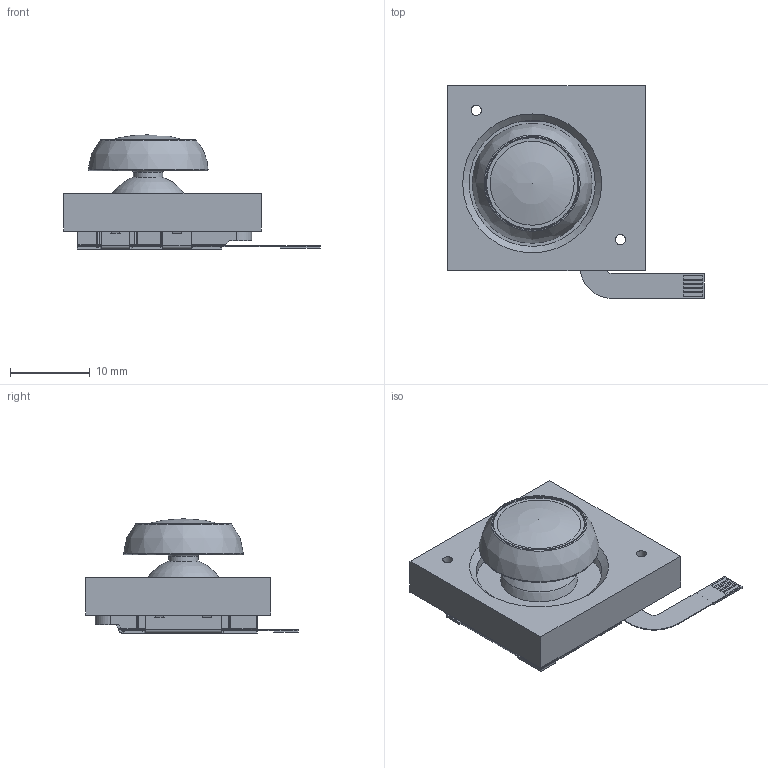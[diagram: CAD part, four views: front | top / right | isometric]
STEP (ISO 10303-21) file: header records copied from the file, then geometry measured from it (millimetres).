
FILE_DESCRIPTION(('FreeCAD Model'),'2;1');
FILE_NAME('Open CASCADE Shape Model','2025-07-19T22:48:22',('Author'),( ''),'Open CASCADE STEP processor 7.8','FreeCAD','Unknown');
FILE_SCHEMA(('AUTOMOTIVE_DESIGN { 1 0 10303 214 1 1 1 1 }'));
Length unit declared in the file: millimetre
Products named in the file (7): Unnamed; Part; Handle; Shield; PCB; SOLID; Socket
Assembly tree (6 placements, depth 3):
  Unnamed
    Part
      Handle
      Shield
      PCB
      SOLID
    Socket
Bounding box: 32.13 x 26.65 x 14.32 mm (x, y, z)
Volume: 3719.8 mm3; surface area: 4828.5 mm2
Topology: 5 solids, 5 shells, 448 faces, 1119 edges, 706 vertices
Faces by surface type: plane 277, cylinder 142, torus 13, sphere 12, bspline 3, cone 1
Full cylindrical faces by diameter (mm): 1.1 x6, 1.2 x12, 1.271 x2, 1.5 x1, 1.6 x2, 2.8 x2, 3.7 x1, 11.5 x1, 15.789 x1
Entity records: 13928 total; most frequent: CARTESIAN_POINT 2339, DIRECTION 2335, ORIENTED_EDGE 2228, EDGE_CURVE 1114, LINE 797, VECTOR 797, AXIS2_PLACEMENT_3D 769, VERTEX_POINT 706
